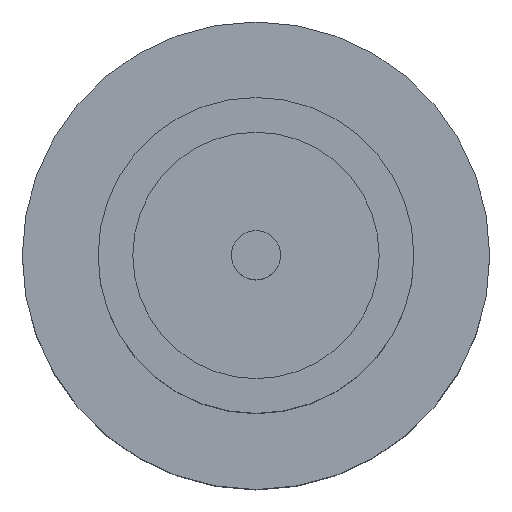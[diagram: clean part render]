
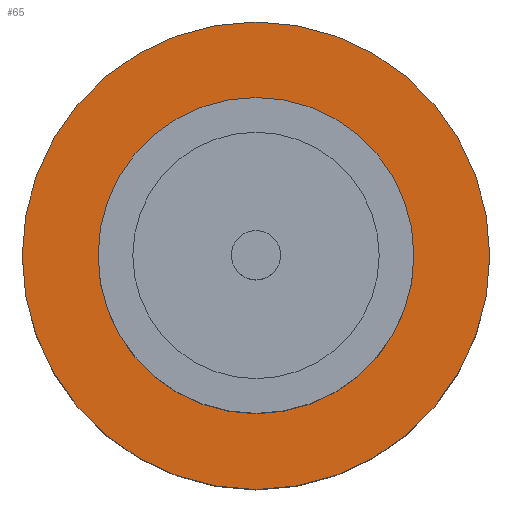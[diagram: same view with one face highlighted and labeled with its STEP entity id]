
A CAD part, top view. The second image highlights one B-rep face of the part: STEP entity #65.
In plain terms, the highlighted planar face has unit normal (0, 0, 1).
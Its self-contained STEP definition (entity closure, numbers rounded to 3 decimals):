
#46 = DIRECTION ( 'NONE',  ( 1., 0., 0. ) ) ;
#65 = ADVANCED_FACE ( 'NONE', ( #291, #451 ), #465, .T. ) ;
#96 = VERTEX_POINT ( 'NONE', #108 ) ;
#98 = CIRCLE ( 'NONE', #285, 1.25 ) ;
#101 = EDGE_CURVE ( 'NONE', #566, #561, #543, .T. ) ;
#108 = CARTESIAN_POINT ( 'NONE',  ( 1.25, 0., 1.55 ) ) ;
#112 = DIRECTION ( 'NONE',  ( 1., 0., 0. ) ) ;
#128 = EDGE_CURVE ( 'NONE', #344, #96, #394, .T. ) ;
#184 = DIRECTION ( 'NONE',  ( 0., 0., 1. ) ) ;
#196 = CARTESIAN_POINT ( 'NONE',  ( -1.25, 0., 1.55 ) ) ;
#223 = ORIENTED_EDGE ( 'NONE', *, *, #101, .T. ) ;
#237 = CARTESIAN_POINT ( 'NONE',  ( 0., 0., 1.55 ) ) ;
#256 = AXIS2_PLACEMENT_3D ( 'NONE', #281, #459, #46 ) ;
#279 = DIRECTION ( 'NONE',  ( 1., 0., 0. ) ) ;
#281 = CARTESIAN_POINT ( 'NONE',  ( 0., 0., 1.55 ) ) ;
#285 = AXIS2_PLACEMENT_3D ( 'NONE', #377, #374, #716 ) ;
#286 = ORIENTED_EDGE ( 'NONE', *, *, #128, .F. ) ;
#291 = FACE_BOUND ( 'NONE', #515, .T. ) ;
#317 = CARTESIAN_POINT ( 'NONE',  ( -1.85, 0., 1.55 ) ) ;
#321 = CIRCLE ( 'NONE', #690, 1.85 ) ;
#344 = VERTEX_POINT ( 'NONE', #196 ) ;
#357 = DIRECTION ( 'NONE',  ( 1., 0., 0. ) ) ;
#361 = ORIENTED_EDGE ( 'NONE', *, *, #387, .F. ) ;
#374 = DIRECTION ( 'NONE',  ( 0., 0., 1. ) ) ;
#377 = CARTESIAN_POINT ( 'NONE',  ( 0., 0., 1.55 ) ) ;
#387 = EDGE_CURVE ( 'NONE', #96, #344, #98, .T. ) ;
#394 = CIRCLE ( 'NONE', #256, 1.25 ) ;
#451 = FACE_OUTER_BOUND ( 'NONE', #745, .T. ) ;
#459 = DIRECTION ( 'NONE',  ( 0., 0., 1. ) ) ;
#465 = PLANE ( 'NONE',  #524 ) ;
#511 = DIRECTION ( 'NONE',  ( 0., 0., 1. ) ) ;
#515 = EDGE_LOOP ( 'NONE', ( #361, #286 ) ) ;
#524 = AXIS2_PLACEMENT_3D ( 'NONE', #574, #511, #112 ) ;
#543 = CIRCLE ( 'NONE', #640, 1.85 ) ;
#561 = VERTEX_POINT ( 'NONE', #673 ) ;
#566 = VERTEX_POINT ( 'NONE', #317 ) ;
#574 = CARTESIAN_POINT ( 'NONE',  ( 0., 0., 1.55 ) ) ;
#622 = CARTESIAN_POINT ( 'NONE',  ( 0., 0., 1.55 ) ) ;
#640 = AXIS2_PLACEMENT_3D ( 'NONE', #622, #694, #279 ) ;
#673 = CARTESIAN_POINT ( 'NONE',  ( 1.85, 0., 1.55 ) ) ;
#682 = EDGE_CURVE ( 'NONE', #561, #566, #321, .T. ) ;
#690 = AXIS2_PLACEMENT_3D ( 'NONE', #237, #184, #357 ) ;
#694 = DIRECTION ( 'NONE',  ( 0., 0., 1. ) ) ;
#716 = DIRECTION ( 'NONE',  ( 1., 0., 0. ) ) ;
#736 = ORIENTED_EDGE ( 'NONE', *, *, #682, .T. ) ;
#745 = EDGE_LOOP ( 'NONE', ( #223, #736 ) ) ;
